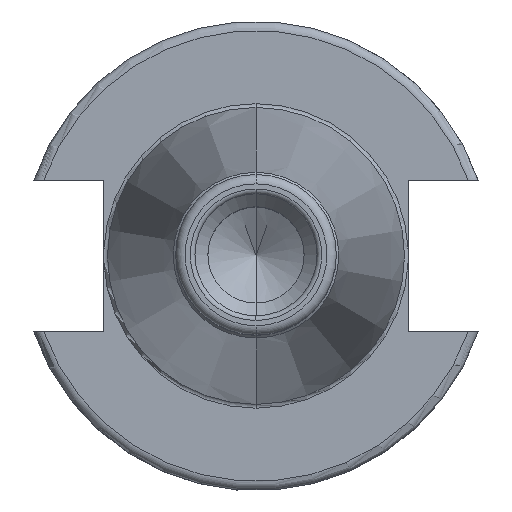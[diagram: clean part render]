
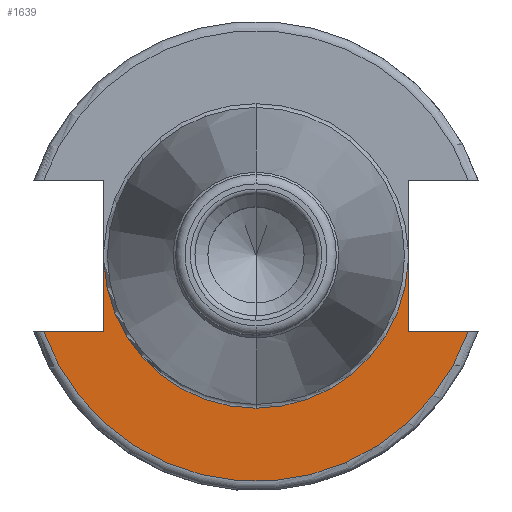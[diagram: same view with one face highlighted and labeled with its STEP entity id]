
A CAD part, top view. The second image highlights one B-rep face of the part: STEP entity #1639.
In plain terms, the highlighted planar face has unit normal (0, 0, 1).
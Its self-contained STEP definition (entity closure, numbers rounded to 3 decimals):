
#351=CARTESIAN_POINT('',(0,0,8));
#352=DIRECTION('',(0,0,-1));
#353=DIRECTION('',(0.999,-0.045,0));
#354=AXIS2_PLACEMENT_3D('',#351,#352,#353);
#508=CARTESIAN_POINT('',(0,0,8));
#509=DIRECTION('',(0,0,1));
#510=DIRECTION('',(-0.942,-0.335,0));
#511=AXIS2_PLACEMENT_3D('',#508,#509,#510);
#559=DIRECTION('',(1,0,0));
#560=VECTOR('',#559,6.41);
#561=CARTESIAN_POINT('',(-22.61,-8.05,8));
#562=LINE('',#561,#560);
#563=DIRECTION('',(0,1,0));
#564=VECTOR('',#563,7.315);
#565=CARTESIAN_POINT('',(-16.2,-8.05,8));
#566=LINE('',#565,#564);
#567=DIRECTION('',(0,-1,0));
#568=VECTOR('',#567,7.315);
#569=CARTESIAN_POINT('',(16.2,-0.735,8));
#570=LINE('',#569,#568);
#571=DIRECTION('',(-1,0,0));
#572=VECTOR('',#571,6.41);
#573=CARTESIAN_POINT('',(22.61,-8.05,8));
#574=LINE('',#573,#572);
#612=CARTESIAN_POINT('',(0,0,8));
#613=DIRECTION('',(0,0,1));
#614=DIRECTION('',(-0.999,-0.045,0));
#615=AXIS2_PLACEMENT_3D('',#612,#613,#614);
#767=CARTESIAN_POINT('',(0,-16.217,8));
#769=VERTEX_POINT('',#767);
#837=CARTESIAN_POINT('',(-22.61,-8.05,8));
#838=CARTESIAN_POINT('',(-16.2,-8.05,8));
#839=VERTEX_POINT('',#837);
#840=VERTEX_POINT('',#838);
#841=CARTESIAN_POINT('',(-16.2,-0.735,8));
#842=VERTEX_POINT('',#841);
#853=CARTESIAN_POINT('',(16.2,-0.735,8));
#854=CARTESIAN_POINT('',(16.2,-8.05,8));
#855=VERTEX_POINT('',#853);
#856=VERTEX_POINT('',#854);
#857=CARTESIAN_POINT('',(22.61,-8.05,8));
#858=VERTEX_POINT('',#857);
#1623=CARTESIAN_POINT('',(0,0,8));
#1624=DIRECTION('',(0,0,-1));
#1625=DIRECTION('',(0,-1,0));
#1626=AXIS2_PLACEMENT_3D('',#1623,#1624,#1625);
#1627=PLANE('',#1626);
#1628=ORIENTED_EDGE('',*,*,#1492,.T.);
#1629=ORIENTED_EDGE('',*,*,#1515,.T.);
#1631=ORIENTED_EDGE('',*,*,#1630,.T.);
#1632=ORIENTED_EDGE('',*,*,#1424,.F.);
#1633=ORIENTED_EDGE('',*,*,#1445,.T.);
#1635=ORIENTED_EDGE('',*,*,#1634,.F.);
#1636=ORIENTED_EDGE('',*,*,#1602,.F.);
#1637=EDGE_LOOP('',(#1628,#1629,#1631,#1632,#1633,#1635,#1636));
#1638=FACE_OUTER_BOUND('',#1637,.F.);
#1639=ADVANCED_FACE('',(#1638),#1627,.F.);
#355=CIRCLE('',#354,16.217);
#512=CIRCLE('',#511,24);
#616=CIRCLE('',#615,16.217);
#1424=EDGE_CURVE('',#855,#769,#355,.T.);
#1445=EDGE_CURVE('',#855,#856,#570,.T.);
#1492=EDGE_CURVE('',#839,#840,#562,.T.);
#1515=EDGE_CURVE('',#840,#842,#566,.T.);
#1602=EDGE_CURVE('',#839,#858,#512,.T.);
#1630=EDGE_CURVE('',#842,#769,#616,.T.);
#1634=EDGE_CURVE('',#858,#856,#574,.T.);
